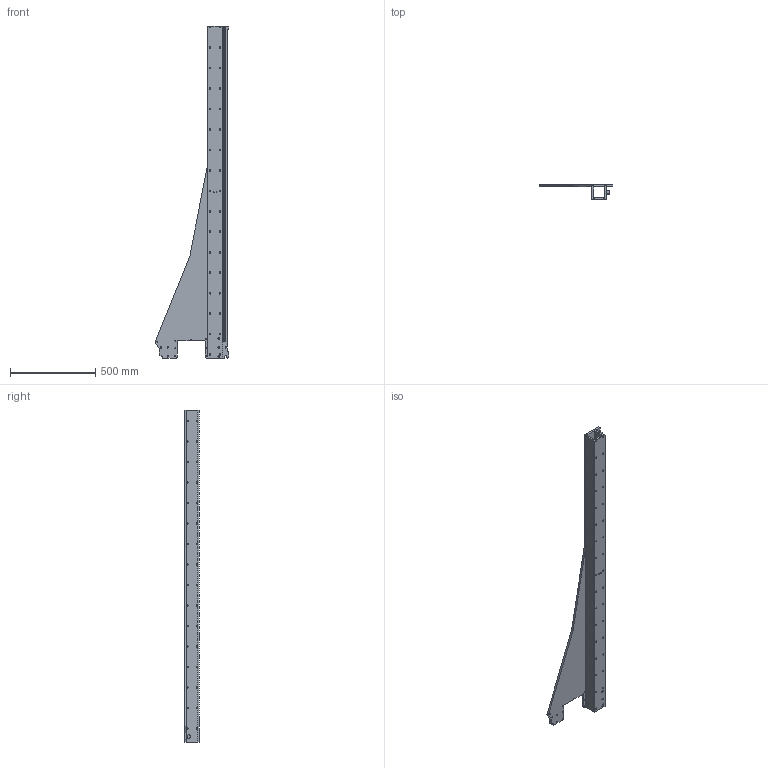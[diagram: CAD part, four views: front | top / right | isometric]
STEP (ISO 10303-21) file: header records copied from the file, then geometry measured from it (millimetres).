
FILE_DESCRIPTION(('FreeCAD Model'),'2;1');
FILE_NAME('Open CASCADE Shape Model','2022-02-19T17:58:20',('Jens Dyvik' ),('DyvikDesign'),'Open CASCADE STEP processor 7.5','FreeCAD', 'Unknown');
FILE_SCHEMA(('AUTOMOTIVE_DESIGN { 1 0 10303 214 1 1 1 1 }'));
Length unit declared in the file: millimetre
Products named in the file (5): Extruded rail; Back plate - with screw holes cut; Outer plate - with screw holes cut; Inner plate - with screw holes cut; Front plate - with Z lock holes cut
Bounding box: 431.08 x 87.5 x 1945 mm (x, y, z)
Volume: 9492390.5 mm3; surface area: 1982487.6 mm2
Topology: 5 solids, 5 shells, 450 faces, 1101 edges, 734 vertices
Faces by surface type: cylinder 302, plane 148
Full cylindrical faces by diameter (mm): 4.3 x101, 5.2 x66, 5.7 x9, 6 x7, 7.3 x6, 9.2 x66, 9.5 x7, 11 x3, 20 x1
Entity records: 29208 total; most frequent: CARTESIAN_POINT 5519, DIRECTION 4618, ORIENTED_EDGE 2202, PCURVE 2202, DEFINITIONAL_REPRESENTATION 2202, LINE 2072, VECTOR 2072, EDGE_CURVE 1101
